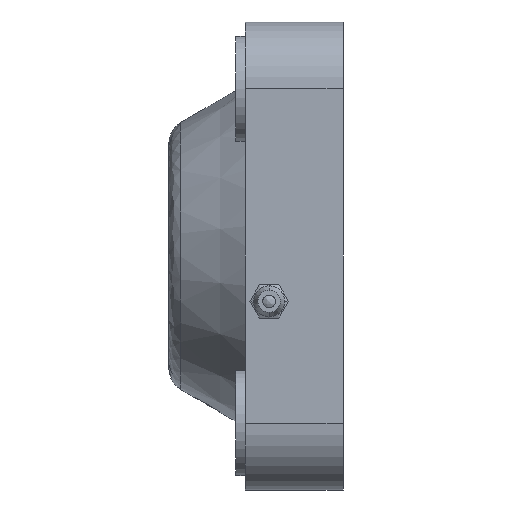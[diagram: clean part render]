
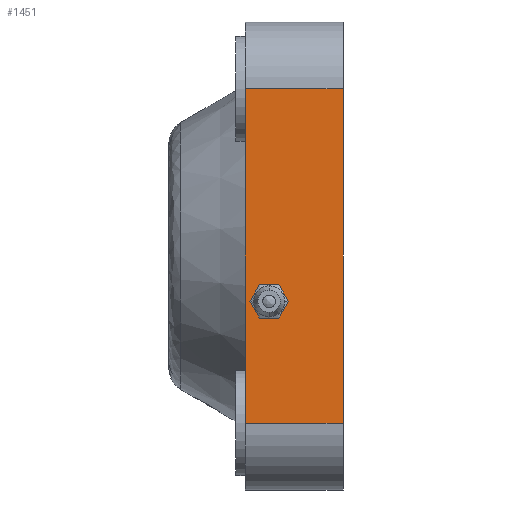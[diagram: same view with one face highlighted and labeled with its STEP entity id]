
A CAD part, left-side view. The second image highlights one B-rep face of the part: STEP entity #1451.
In plain terms, the highlighted planar face has unit normal (-1, 0, 0).
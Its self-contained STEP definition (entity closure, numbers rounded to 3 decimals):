
#29 = DIRECTION ( 'NONE',  ( 0., 0., 1. ) ) ;
#398 = EDGE_LOOP ( 'NONE', ( #6533, #1800, #5881, #6652 ) ) ;
#605 = LINE ( 'NONE', #4689, #1396 ) ;
#880 = CARTESIAN_POINT ( 'NONE',  ( -49., 0., 35. ) ) ;
#1124 = DIRECTION ( 'NONE',  ( 0., 0., 1. ) ) ;
#1167 = CARTESIAN_POINT ( 'NONE',  ( -49., -20.5, 35. ) ) ;
#1396 = VECTOR ( 'NONE', #29, 1000. ) ;
#1451 = ADVANCED_FACE ( 'NONE', ( #2118 ), #2605, .T. ) ;
#1800 = ORIENTED_EDGE ( 'NONE', *, *, #4213, .F. ) ;
#2066 = CARTESIAN_POINT ( 'NONE',  ( -49., -20.5, -35. ) ) ;
#2118 = FACE_OUTER_BOUND ( 'NONE', #398, .T. ) ;
#2306 = LINE ( 'NONE', #3857, #4185 ) ;
#2605 = PLANE ( 'NONE',  #3372 ) ;
#2683 = CARTESIAN_POINT ( 'NONE',  ( -49., 0., -35. ) ) ;
#2727 = CARTESIAN_POINT ( 'NONE',  ( -49., -20.5, -35. ) ) ;
#3305 = VERTEX_POINT ( 'NONE', #2727 ) ;
#3337 = DIRECTION ( 'NONE',  ( 0., 1., 0. ) ) ;
#3372 = AXIS2_PLACEMENT_3D ( 'NONE', #2066, #6236, #4797 ) ;
#3586 = CARTESIAN_POINT ( 'NONE',  ( -49., -20.5, -35. ) ) ;
#3857 = CARTESIAN_POINT ( 'NONE',  ( -49., -20.5, 35. ) ) ;
#4185 = VECTOR ( 'NONE', #3337, 1000. ) ;
#4213 = EDGE_CURVE ( 'NONE', #3305, #5359, #5701, .T. ) ;
#4330 = EDGE_CURVE ( 'NONE', #3305, #6509, #605, .T. ) ;
#4634 = EDGE_CURVE ( 'NONE', #5359, #5164, #5745, .T. ) ;
#4689 = CARTESIAN_POINT ( 'NONE',  ( -49., -20.5, -35. ) ) ;
#4797 = DIRECTION ( 'NONE',  ( 0., 0., 1. ) ) ;
#5164 = VERTEX_POINT ( 'NONE', #880 ) ;
#5311 = CARTESIAN_POINT ( 'NONE',  ( -49., 0., -35. ) ) ;
#5359 = VERTEX_POINT ( 'NONE', #2683 ) ;
#5675 = DIRECTION ( 'NONE',  ( 0., 1., 0. ) ) ;
#5701 = LINE ( 'NONE', #3586, #6721 ) ;
#5745 = LINE ( 'NONE', #5311, #5875 ) ;
#5801 = EDGE_CURVE ( 'NONE', #6509, #5164, #2306, .T. ) ;
#5875 = VECTOR ( 'NONE', #1124, 1000. ) ;
#5881 = ORIENTED_EDGE ( 'NONE', *, *, #4330, .T. ) ;
#6236 = DIRECTION ( 'NONE',  ( -1., 0., 0. ) ) ;
#6509 = VERTEX_POINT ( 'NONE', #1167 ) ;
#6533 = ORIENTED_EDGE ( 'NONE', *, *, #4634, .F. ) ;
#6652 = ORIENTED_EDGE ( 'NONE', *, *, #5801, .T. ) ;
#6721 = VECTOR ( 'NONE', #5675, 1000. ) ;
